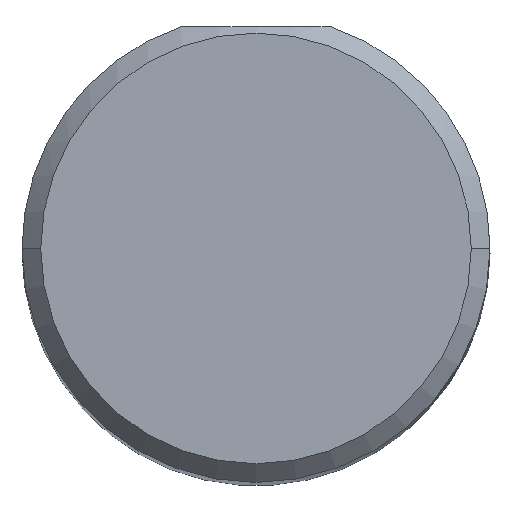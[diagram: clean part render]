
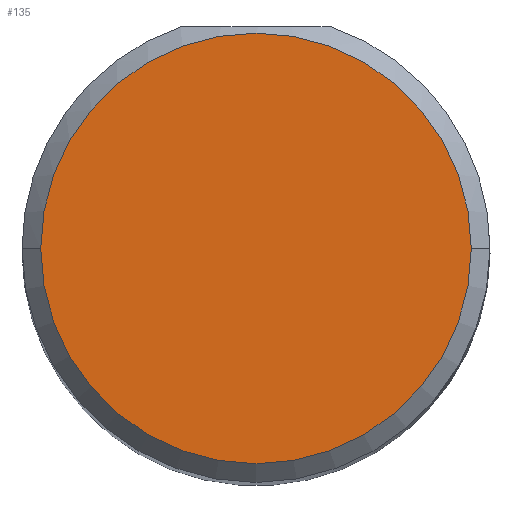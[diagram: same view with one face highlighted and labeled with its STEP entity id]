
A CAD part, top view. The second image highlights one B-rep face of the part: STEP entity #135.
In plain terms, the highlighted planar face has unit normal (0, 0, 1).
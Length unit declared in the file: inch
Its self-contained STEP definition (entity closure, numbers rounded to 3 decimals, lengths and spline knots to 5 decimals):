
#2 = DIRECTION ( 'NONE',  ( 1., 0., 0. ) ) ;
#48 = DIRECTION ( 'NONE',  ( 0., 0., 1. ) ) ;
#106 = AXIS2_PLACEMENT_3D ( 'NONE', #416, #169, #214 ) ;
#126 = FACE_OUTER_BOUND ( 'NONE', #192, .T. ) ;
#131 = CARTESIAN_POINT ( 'NONE',  ( 0., 0., 2.5 ) ) ;
#134 = VERTEX_POINT ( 'NONE', #338 ) ;
#135 = ADVANCED_FACE ( 'NONE', ( #126 ), #164, .T. ) ;
#145 = EDGE_CURVE ( 'NONE', #134, #237, #483, .T. ) ;
#156 = EDGE_CURVE ( 'NONE', #237, #134, #415, .T. ) ;
#164 = PLANE ( 'NONE',  #106 ) ;
#169 = DIRECTION ( 'NONE',  ( 0., 0., 1. ) ) ;
#187 = ORIENTED_EDGE ( 'NONE', *, *, #145, .T. ) ;
#192 = EDGE_LOOP ( 'NONE', ( #357, #187 ) ) ;
#214 = DIRECTION ( 'NONE',  ( 1., 0., 0. ) ) ;
#237 = VERTEX_POINT ( 'NONE', #265 ) ;
#265 = CARTESIAN_POINT ( 'NONE',  ( -0.1725, 0., 2.5 ) ) ;
#300 = DIRECTION ( 'NONE',  ( 0., 0., 1. ) ) ;
#338 = CARTESIAN_POINT ( 'NONE',  ( 0.1725, 0., 2.5 ) ) ;
#349 = AXIS2_PLACEMENT_3D ( 'NONE', #494, #300, #457 ) ;
#357 = ORIENTED_EDGE ( 'NONE', *, *, #156, .T. ) ;
#382 = AXIS2_PLACEMENT_3D ( 'NONE', #131, #48, #2 ) ;
#415 = CIRCLE ( 'NONE', #349, 0.1725 ) ;
#416 = CARTESIAN_POINT ( 'NONE',  ( 0., 0., 2.5 ) ) ;
#457 = DIRECTION ( 'NONE',  ( 1., 0., 0. ) ) ;
#483 = CIRCLE ( 'NONE', #382, 0.1725 ) ;
#494 = CARTESIAN_POINT ( 'NONE',  ( 0., 0., 2.5 ) ) ;
